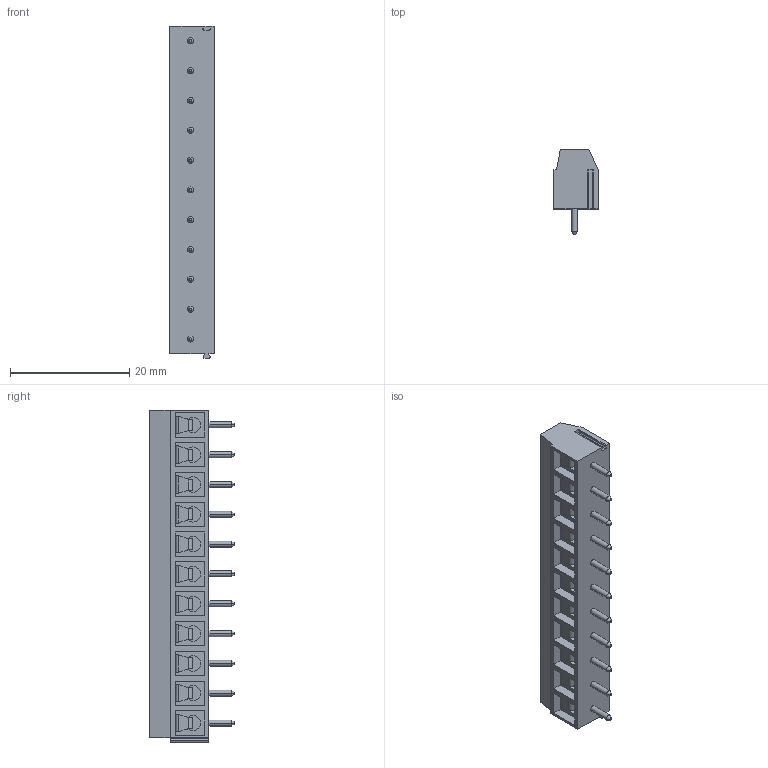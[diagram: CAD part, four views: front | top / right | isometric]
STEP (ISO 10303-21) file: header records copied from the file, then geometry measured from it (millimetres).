
FILE_DESCRIPTION((''),'2;1');
FILE_NAME('PRT0001','2024-12-10T',('sj'),(''),'PRO/ENGINEER BY PARAMETRIC TECHNOLOGY CORPORATION, 2013240','PRO/ENGINEER BY PARAMETRIC TECHNOLOGY CORPORATION, 2013240','');
FILE_SCHEMA(('AUTOMOTIVE_DESIGN_CC2 { 1 2 10303 214 -1 1 5 2 }'));
Length unit declared in the file: millimetre
Products named in the file (1): PRT0001
Bounding box: 7.5 x 14.3 x 55.68 mm (x, y, z)
Volume: 3272.3 mm3; surface area: 3530.7 mm2
Topology: 1 solids, 1 shells, 564 faces, 1433 edges, 904 vertices
Faces by surface type: plane 259, cylinder 195, cone 88, torus 22
Entity records: 17220 total; most frequent: CARTESIAN_POINT 3220, DIRECTION 3039, ORIENTED_EDGE 2866, EDGE_CURVE 1433, AXIS2_PLACEMENT_3D 1108, VERTEX_POINT 904, VECTOR 823, LINE 823
